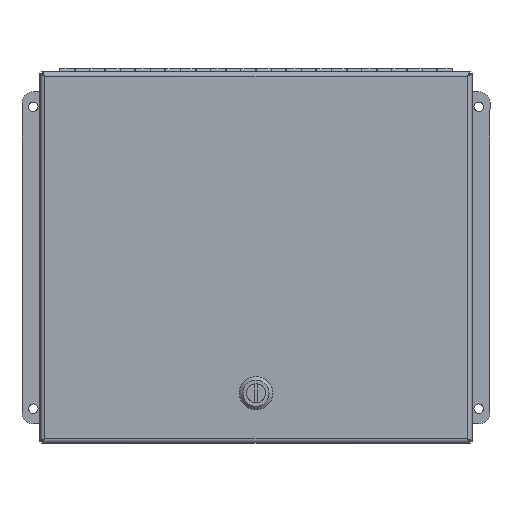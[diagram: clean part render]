
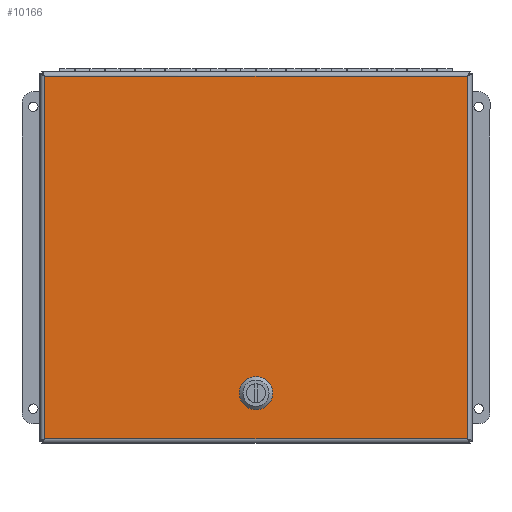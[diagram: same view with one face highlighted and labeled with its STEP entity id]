
A CAD part, top view. The second image highlights one B-rep face of the part: STEP entity #10166.
In plain terms, the highlighted face is planar.
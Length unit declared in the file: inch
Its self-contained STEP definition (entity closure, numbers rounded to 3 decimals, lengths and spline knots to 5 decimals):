
#222=FACE_BOUND('',#1486,.T.);
#522=PLANE('',#10793);
#874=FACE_OUTER_BOUND('',#1485,.T.);
#1485=EDGE_LOOP('',(#6897,#6898,#6899,#6900));
#1486=EDGE_LOOP('',(#6901,#6902,#6903,#6904,#6905,#6906,#6907,#6908));
#2196=LINE('',#14656,#3119);
#2200=LINE('',#14668,#3123);
#2204=LINE('',#14680,#3127);
#2208=LINE('',#14691,#3131);
#2211=LINE('',#14706,#3134);
#2227=LINE('',#14808,#3150);
#2242=LINE('',#14908,#3165);
#2257=LINE('',#15007,#3180);
#3119=VECTOR('',#11751,0.41231);
#3123=VECTOR('',#11763,0.41231);
#3127=VECTOR('',#11775,0.41231);
#3131=VECTOR('',#11787,0.41231);
#3134=VECTOR('',#11792,14.007);
#3150=VECTOR('',#11822,12.007);
#3165=VECTOR('',#11851,14.007);
#3180=VECTOR('',#11880,12.007);
#4040=CIRCLE('',#10750,0.45);
#4042=CIRCLE('',#10754,0.45);
#4044=CIRCLE('',#10758,0.45);
#4046=CIRCLE('',#10762,0.45);
#4406=VERTEX_POINT('',#14646);
#4407=VERTEX_POINT('',#14647);
#4410=VERTEX_POINT('',#14655);
#4412=VERTEX_POINT('',#14661);
#4414=VERTEX_POINT('',#14667);
#4416=VERTEX_POINT('',#14673);
#4418=VERTEX_POINT('',#14679);
#4420=VERTEX_POINT('',#14685);
#4424=VERTEX_POINT('',#14697);
#4425=VERTEX_POINT('',#14705);
#4436=VERTEX_POINT('',#14800);
#4446=VERTEX_POINT('',#14900);
#5309=EDGE_CURVE('',#4406,#4407,#4040,.T.);
#5313=EDGE_CURVE('',#4410,#4406,#2196,.T.);
#5316=EDGE_CURVE('',#4412,#4410,#4042,.T.);
#5319=EDGE_CURVE('',#4414,#4412,#2200,.T.);
#5322=EDGE_CURVE('',#4416,#4414,#4044,.T.);
#5325=EDGE_CURVE('',#4418,#4416,#2204,.T.);
#5328=EDGE_CURVE('',#4420,#4418,#4046,.T.);
#5331=EDGE_CURVE('',#4407,#4420,#2208,.T.);
#5335=EDGE_CURVE('',#4425,#4424,#2211,.T.);
#5355=EDGE_CURVE('',#4424,#4436,#2227,.T.);
#5374=EDGE_CURVE('',#4436,#4446,#2242,.T.);
#5393=EDGE_CURVE('',#4446,#4425,#2257,.T.);
#6897=ORIENTED_EDGE('',*,*,#5335,.T.);
#6898=ORIENTED_EDGE('',*,*,#5355,.T.);
#6899=ORIENTED_EDGE('',*,*,#5374,.T.);
#6900=ORIENTED_EDGE('',*,*,#5393,.T.);
#6901=ORIENTED_EDGE('',*,*,#5309,.T.);
#6902=ORIENTED_EDGE('',*,*,#5331,.T.);
#6903=ORIENTED_EDGE('',*,*,#5328,.T.);
#6904=ORIENTED_EDGE('',*,*,#5325,.T.);
#6905=ORIENTED_EDGE('',*,*,#5322,.T.);
#6906=ORIENTED_EDGE('',*,*,#5319,.T.);
#6907=ORIENTED_EDGE('',*,*,#5316,.T.);
#6908=ORIENTED_EDGE('',*,*,#5313,.T.);
#10166=ADVANCED_FACE('',(#874,#222),#522,.F.);
#10750=AXIS2_PLACEMENT_3D('',#14648,#11743,#11744);
#10754=AXIS2_PLACEMENT_3D('',#14662,#11756,#11757);
#10758=AXIS2_PLACEMENT_3D('',#14674,#11768,#11769);
#10762=AXIS2_PLACEMENT_3D('',#14686,#11780,#11781);
#10793=AXIS2_PLACEMENT_3D('',#15093,#11905,#11906);
#11743=DIRECTION('center_axis',(0.,0.,1.));
#11744=DIRECTION('ref_axis',(-0.889,0.458,0.));
#11751=DIRECTION('',(-1.,0.,0.));
#11756=DIRECTION('center_axis',(0.,0.,1.));
#11757=DIRECTION('ref_axis',(0.458,0.889,0.));
#11763=DIRECTION('',(0.,1.,0.));
#11768=DIRECTION('center_axis',(0.,0.,1.));
#11769=DIRECTION('ref_axis',(0.889,-0.458,0.));
#11775=DIRECTION('',(1.,0.,0.));
#11780=DIRECTION('center_axis',(0.,0.,1.));
#11781=DIRECTION('ref_axis',(-0.458,-0.889,0.));
#11787=DIRECTION('',(0.,-1.,0.));
#11792=DIRECTION('',(0.,-1.,0.));
#11822=DIRECTION('',(-1.,0.,0.));
#11851=DIRECTION('',(0.,1.,0.));
#11880=DIRECTION('',(1.,0.,0.));
#11905=DIRECTION('center_axis',(0.,0.,1.));
#11906=DIRECTION('ref_axis',(1.,0.,0.));
#14646=CARTESIAN_POINT('',(10.44634,7.55625,0.));
#14647=CARTESIAN_POINT('',(10.2525,7.36241,0.));
#14648=CARTESIAN_POINT('Origin',(10.6525,7.15625,0.));
#14655=CARTESIAN_POINT('',(10.85866,7.55625,0.));
#14656=CARTESIAN_POINT('',(8.50745,7.55625,0.));
#14661=CARTESIAN_POINT('',(11.0525,7.36241,0.));
#14662=CARTESIAN_POINT('Origin',(10.6525,7.15625,0.));
#14667=CARTESIAN_POINT('',(11.0525,6.95009,0.));
#14668=CARTESIAN_POINT('',(11.0525,7.05317,0.));
#14673=CARTESIAN_POINT('',(10.85866,6.75625,0.));
#14674=CARTESIAN_POINT('Origin',(10.6525,7.15625,0.));
#14679=CARTESIAN_POINT('',(10.44634,6.75625,0.));
#14680=CARTESIAN_POINT('',(8.3013,6.75625,0.));
#14685=CARTESIAN_POINT('',(10.2525,6.95009,0.));
#14686=CARTESIAN_POINT('Origin',(10.6525,7.15625,0.));
#14691=CARTESIAN_POINT('',(10.2525,7.25933,0.));
#14697=CARTESIAN_POINT('',(12.15975,0.15275,0.));
#14705=CARTESIAN_POINT('',(12.15975,14.15975,0.));
#14706=CARTESIAN_POINT('',(12.15975,10.658,0.));
#14800=CARTESIAN_POINT('',(0.15275,0.15275,0.));
#14808=CARTESIAN_POINT('',(9.158,0.15275,0.));
#14900=CARTESIAN_POINT('',(0.15275,14.15975,0.));
#14908=CARTESIAN_POINT('',(0.15275,3.6545,0.));
#15007=CARTESIAN_POINT('',(3.1545,14.15975,0.));
#15093=CARTESIAN_POINT('Origin',(6.15625,7.15625,0.));
